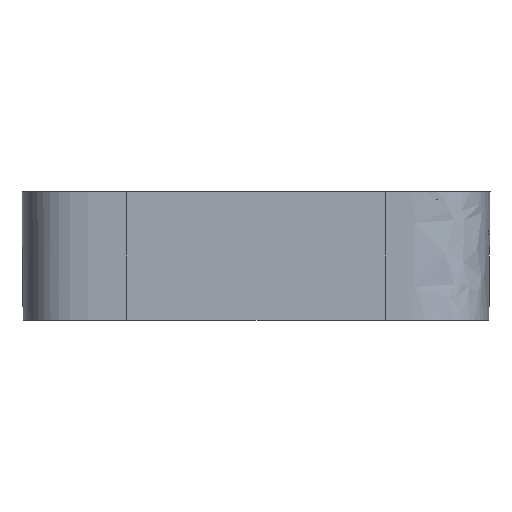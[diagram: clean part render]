
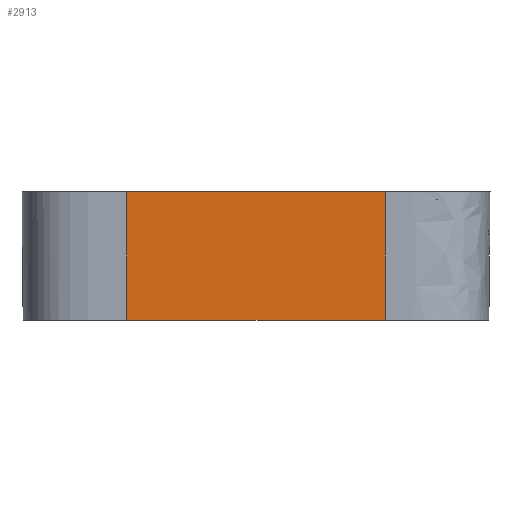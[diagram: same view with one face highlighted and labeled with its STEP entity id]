
A CAD part, front view. The second image highlights one B-rep face of the part: STEP entity #2913.
In plain terms, the highlighted planar face has unit normal (0, -1, -0.009).
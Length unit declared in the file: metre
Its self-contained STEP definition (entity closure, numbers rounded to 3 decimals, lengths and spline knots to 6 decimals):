
#221 = VERTEX_POINT ( 'NONE', #2104 ) ;
#244 = CARTESIAN_POINT ( 'NONE',  ( 0.087, -0.095756, -0.069848 ) ) ;
#392 = DIRECTION ( 'NONE',  ( 0., -0.009, 1. ) ) ;
#836 = VECTOR ( 'NONE', #392, 1. ) ;
#1791 = AXIS2_PLACEMENT_3D ( 'NONE', #4980, #2521, #2660 ) ;
#1804 = ORIENTED_EDGE ( 'NONE', *, *, #8784, .F. ) ;
#1975 = VECTOR ( 'NONE', #9436, 1. ) ;
#2086 = CARTESIAN_POINT ( 'NONE',  ( 0.087, -0.095, -0.1565 ) ) ;
#2104 = CARTESIAN_POINT ( 'NONE',  ( -0.087, -0.095, -0.1565 ) ) ;
#2134 = CARTESIAN_POINT ( 'NONE',  ( 0.087, -0.095756, -0.069848 ) ) ;
#2242 = FACE_OUTER_BOUND ( 'NONE', #9122, .T. ) ;
#2504 = CARTESIAN_POINT ( 'NONE',  ( 0.16014, -0.095, -0.1565 ) ) ;
#2521 = DIRECTION ( 'NONE',  ( 0., -1., -0.009 ) ) ;
#2616 = ORIENTED_EDGE ( 'NONE', *, *, #6223, .F. ) ;
#2660 = DIRECTION ( 'NONE',  ( 0., 0.009, -1. ) ) ;
#2913 = ADVANCED_FACE ( 'NONE', ( #2242 ), #7418, .T. ) ;
#3726 = CARTESIAN_POINT ( 'NONE',  ( -0.087, -0.095756, -0.069848 ) ) ;
#3884 = DIRECTION ( 'NONE',  ( 0., -0.009, 1. ) ) ;
#4205 = EDGE_CURVE ( 'NONE', #7696, #7556, #7743, .T. ) ;
#4865 = VECTOR ( 'NONE', #8079, 1. ) ;
#4980 = CARTESIAN_POINT ( 'NONE',  ( -0.087, -0.095756, -0.069848 ) ) ;
#5883 = CARTESIAN_POINT ( 'NONE',  ( -0.087, -0.095756, -0.069848 ) ) ;
#6089 = ORIENTED_EDGE ( 'NONE', *, *, #4205, .T. ) ;
#6223 = EDGE_CURVE ( 'NONE', #6820, #221, #9584, .T. ) ;
#6385 = EDGE_CURVE ( 'NONE', #6820, #7696, #7919, .T. ) ;
#6820 = VERTEX_POINT ( 'NONE', #2086 ) ;
#7078 = CARTESIAN_POINT ( 'NONE',  ( -0.087, -0.095378, -0.113174 ) ) ;
#7268 = LINE ( 'NONE', #7078, #8909 ) ;
#7418 = PLANE ( 'NONE',  #1791 ) ;
#7556 = VERTEX_POINT ( 'NONE', #5883 ) ;
#7696 = VERTEX_POINT ( 'NONE', #244 ) ;
#7743 = LINE ( 'NONE', #3726, #1975 ) ;
#7919 = LINE ( 'NONE', #2134, #836 ) ;
#8079 = DIRECTION ( 'NONE',  ( -1., 0., 0. ) ) ;
#8784 = EDGE_CURVE ( 'NONE', #221, #7556, #7268, .T. ) ;
#8909 = VECTOR ( 'NONE', #3884, 1. ) ;
#9087 = ORIENTED_EDGE ( 'NONE', *, *, #6385, .T. ) ;
#9122 = EDGE_LOOP ( 'NONE', ( #9087, #6089, #1804, #2616 ) ) ;
#9436 = DIRECTION ( 'NONE',  ( -1., 0., 0. ) ) ;
#9584 = LINE ( 'NONE', #2504, #4865 ) ;
